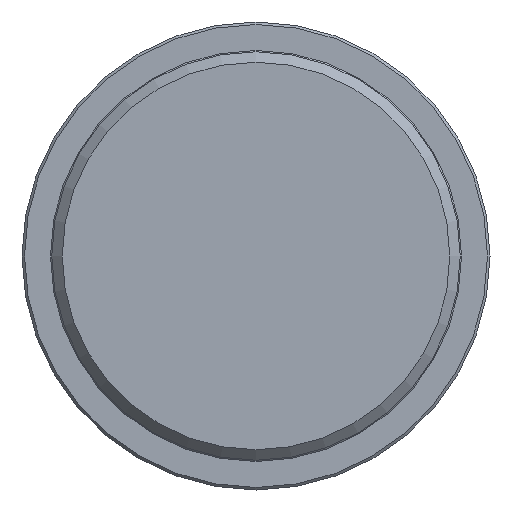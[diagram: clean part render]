
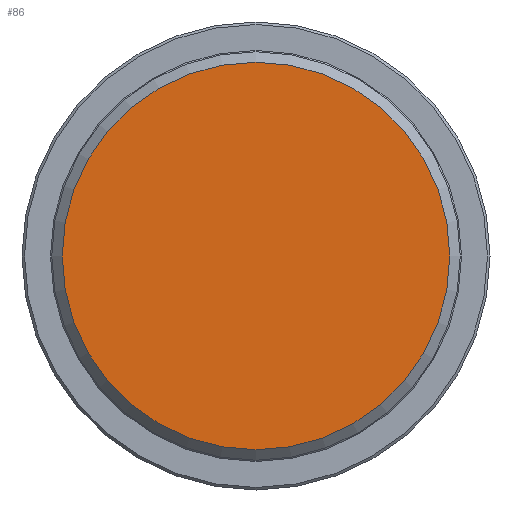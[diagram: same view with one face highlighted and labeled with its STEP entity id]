
A CAD part, front view. The second image highlights one B-rep face of the part: STEP entity #86.
In plain terms, the highlighted planar face has unit normal (0, -1, 0).
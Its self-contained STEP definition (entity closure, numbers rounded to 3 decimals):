
#86 = ADVANCED_FACE( '', ( #190 ), #191, .F. );
#190 = FACE_OUTER_BOUND( '', #315, .T. );
#191 = PLANE( '', #316 );
#315 = EDGE_LOOP( '', ( #503 ) );
#316 = AXIS2_PLACEMENT_3D( '', #504, #505, #506 );
#503 = ORIENTED_EDGE( '', *, *, #724, .T. );
#504 = CARTESIAN_POINT( '', ( 22.773, -16., 0. ) );
#505 = DIRECTION( '', ( 0., 1., 0. ) );
#506 = DIRECTION( '', ( 0., 0., 1. ) );
#724 = EDGE_CURVE( '', #855, #855, #856, .T. );
#855 = VERTEX_POINT( '', #1050 );
#856 = CIRCLE( '', #1051, 22.773 );
#1050 = CARTESIAN_POINT( '', ( 0., -16., -22.773 ) );
#1051 = AXIS2_PLACEMENT_3D( '', #1168, #1169, #1170 );
#1168 = CARTESIAN_POINT( '', ( 0., -16., 0. ) );
#1169 = DIRECTION( '', ( 0., -1., 0. ) );
#1170 = DIRECTION( '', ( 0., 0., -1. ) );
